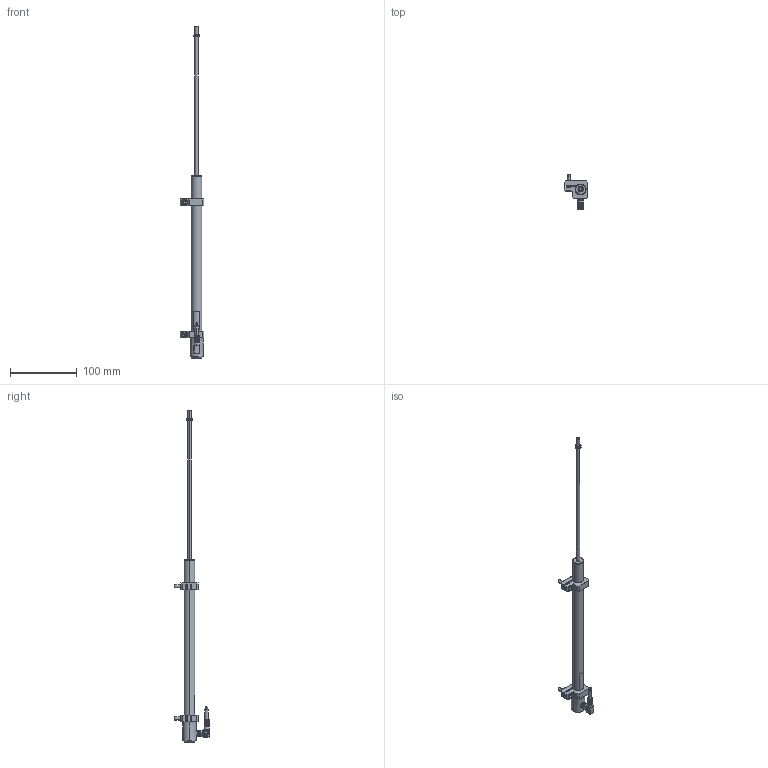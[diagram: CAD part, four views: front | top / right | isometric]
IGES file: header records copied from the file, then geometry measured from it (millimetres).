
Start section: SolidWorks IGES file using analytic representation for surfaces
Global section: file name: TX2_0200_Stecker_aus_Montageblock.IGS; native system: SolidWorks 2010; preprocessor: SolidWorks 2010; author: Konstantinidis; date: 110125.115222; units: millimetre
Bounding box: 36 x 52.3 x 498.2 mm (x, y, z)
Surface area: 27482.9 mm2 (no closed solid volume)
Topology: 0 solids, 0 shells, 467 faces, 4869 edges, 4858 vertices
Faces by surface type: bspline 238, revolution 229
